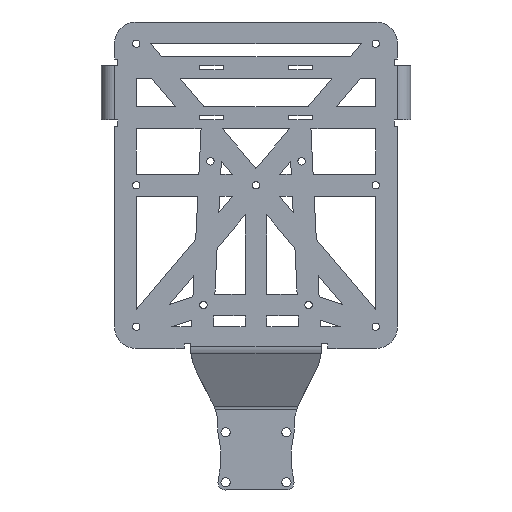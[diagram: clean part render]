
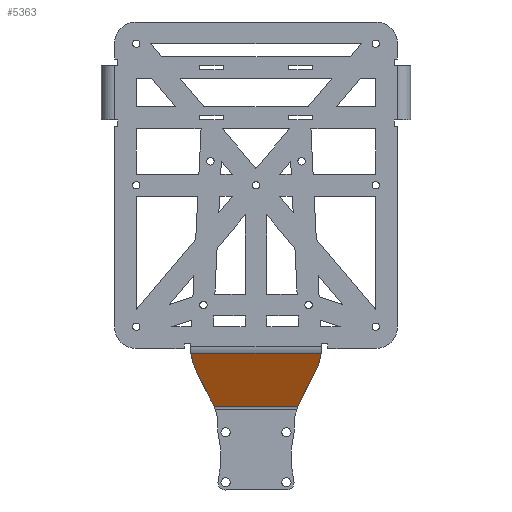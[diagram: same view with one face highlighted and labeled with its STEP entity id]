
A CAD part, front view. The second image highlights one B-rep face of the part: STEP entity #5363.
In plain terms, the highlighted planar face has unit normal (0, -0.883, -0.469).
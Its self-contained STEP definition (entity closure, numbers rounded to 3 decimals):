
#33=B_SPLINE_CURVE_WITH_KNOTS('',3,(#8848,#8849,#8850,#8851,#8852,#8853),
 .UNSPECIFIED.,.F.,.F.,(4,2,4),(0.053,1.049,3.012),
 .UNSPECIFIED.);
#42=B_SPLINE_CURVE_WITH_KNOTS('',3,(#8960,#8961,#8962,#8963,#8964,#8965),
 .UNSPECIFIED.,.F.,.F.,(4,2,4),(0.05,1.011,3.028),
 .UNSPECIFIED.);
#264=PLANE('',#5790);
#524=FACE_OUTER_BOUND('',#921,.T.);
#921=EDGE_LOOP('',(#4663,#4664,#4665,#4666));
#1519=LINE('',#9048,#2116);
#1520=LINE('',#9051,#2117);
#2116=VECTOR('',#6968,10.);
#2117=VECTOR('',#6973,10.);
#2840=VERTEX_POINT('',#8833);
#2841=VERTEX_POINT('',#8847);
#2850=VERTEX_POINT('',#8945);
#2851=VERTEX_POINT('',#8959);
#3462=EDGE_CURVE('',#2841,#2840,#33,.T.);
#3473=EDGE_CURVE('',#2851,#2850,#42,.T.);
#3505=EDGE_CURVE('',#2850,#2841,#1519,.T.);
#3507=EDGE_CURVE('',#2840,#2851,#1520,.T.);
#4663=ORIENTED_EDGE('',*,*,#3462,.T.);
#4664=ORIENTED_EDGE('',*,*,#3507,.T.);
#4665=ORIENTED_EDGE('',*,*,#3473,.T.);
#4666=ORIENTED_EDGE('',*,*,#3505,.T.);
#5363=ADVANCED_FACE('',(#524),#264,.T.);
#5790=AXIS2_PLACEMENT_3D('',#9056,#6981,#6982);
#6968=DIRECTION('',(1.,0.,0.));
#6973=DIRECTION('',(-1.,0.,0.));
#6981=DIRECTION('center_axis',(0.,-0.883,-0.469));
#6982=DIRECTION('ref_axis',(0.,0.469,-0.883));
#8833=CARTESIAN_POINT('',(29.889,0.702,-77.069));
#8847=CARTESIAN_POINT('',(19.224,13.733,-101.576));
#8848=CARTESIAN_POINT('Ctrl Pts',(19.224,13.733,-101.576));
#8849=CARTESIAN_POINT('Ctrl Pts',(20.296,12.255,-98.796));
#8850=CARTESIAN_POINT('Ctrl Pts',(21.751,10.821,-96.099));
#8851=CARTESIAN_POINT('Ctrl Pts',(26.182,6.578,-88.119));
#8852=CARTESIAN_POINT('Ctrl Pts',(29.27,3.781,-82.859));
#8853=CARTESIAN_POINT('Ctrl Pts',(29.889,0.702,-77.069));
#8945=CARTESIAN_POINT('',(-19.224,13.733,-101.576));
#8959=CARTESIAN_POINT('',(-29.889,0.702,-77.069));
#8960=CARTESIAN_POINT('Ctrl Pts',(-29.889,0.702,-77.069));
#8961=CARTESIAN_POINT('Ctrl Pts',(-29.589,2.194,-79.875));
#8962=CARTESIAN_POINT('Ctrl Pts',(-28.709,3.621,-82.559));
#8963=CARTESIAN_POINT('Ctrl Pts',(-25.087,7.962,-90.722));
#8964=CARTESIAN_POINT('Ctrl Pts',(-21.382,10.758,-95.98));
#8965=CARTESIAN_POINT('Ctrl Pts',(-19.224,13.733,-101.576));
#9048=CARTESIAN_POINT('',(-15.,13.733,-101.576));
#9051=CARTESIAN_POINT('',(0.,0.702,-77.069));
#9056=CARTESIAN_POINT('Origin',(0.,7.073,-89.051));
